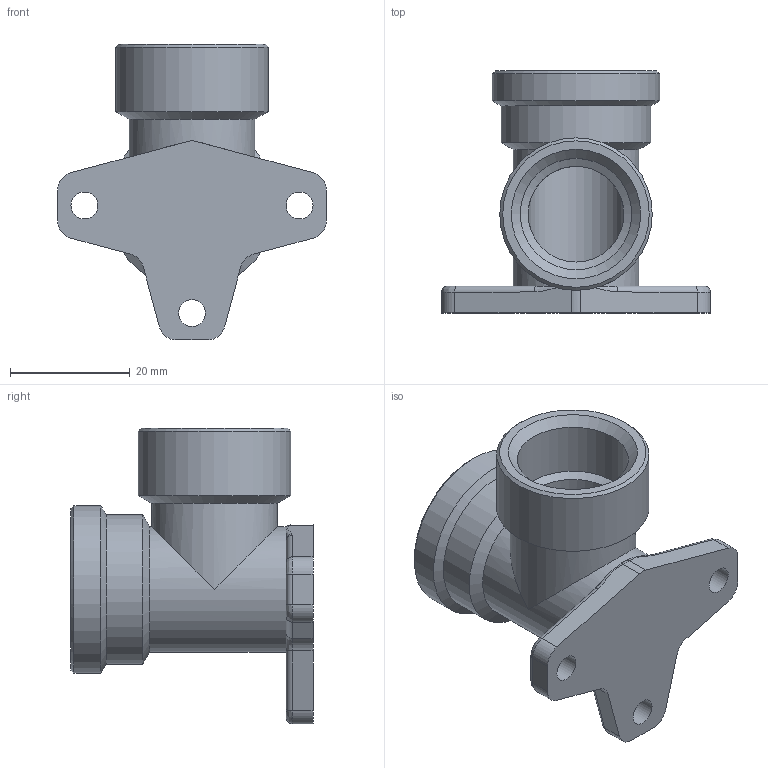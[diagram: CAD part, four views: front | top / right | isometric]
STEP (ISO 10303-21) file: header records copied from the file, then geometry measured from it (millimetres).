
FILE_DESCRIPTION (( 'STEP AP214' ), '1' );
FILE_NAME ('0505000010500A.STEP', '2013-09-02T15:25:19', ( 'ST01' ), ( '' ), 'SwSTEP 2.0', 'SolidWorks 2012', '' );
FILE_SCHEMA (( 'AUTOMOTIVE_DESIGN' ));
Length unit declared in the file: millimetre
Products named in the file (1): 0505000010500A
Bounding box: 45 x 40.5 x 49.5 mm (x, y, z)
Volume: 14346.8 mm3; surface area: 9305.4 mm2
Topology: 1 solids, 1 shells, 64 faces, 159 edges, 97 vertices
Faces by surface type: cylinder 30, plane 13, bspline 11, cone 10
Full cylindrical faces by diameter (mm): 4.5 x3, 16 x2, 18.631 x2, 21 x2, 25 x1, 25.5 x1, 28 x1
Entity records: 2118 total; most frequent: CARTESIAN_POINT 744, DIRECTION 281, ORIENTED_EDGE 256, EDGE_CURVE 128, AXIS2_PLACEMENT_3D 118, EDGE_LOOP 94, VERTEX_POINT 88, FACE_OUTER_BOUND 76
